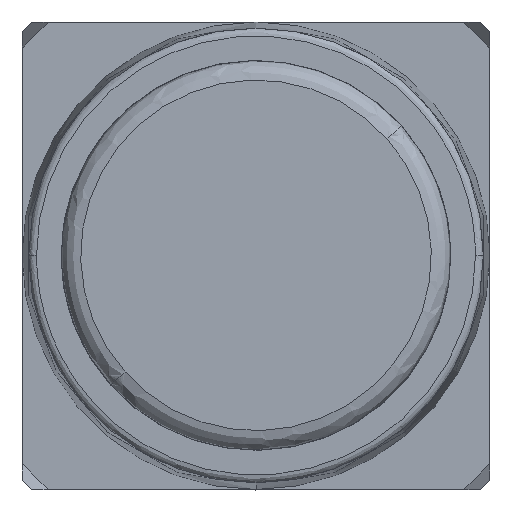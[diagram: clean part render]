
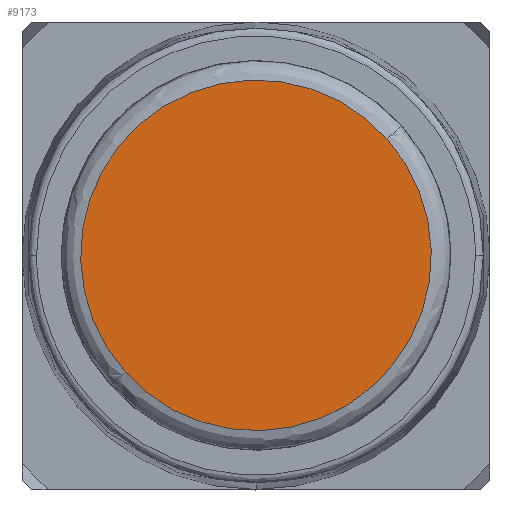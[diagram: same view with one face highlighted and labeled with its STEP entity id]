
A CAD part, top view. The second image highlights one B-rep face of the part: STEP entity #9173.
In plain terms, the highlighted planar face has unit normal (0, 0, 1).
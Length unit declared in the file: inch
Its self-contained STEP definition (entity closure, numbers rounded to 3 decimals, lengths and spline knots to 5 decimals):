
#480 = DIRECTION ( 'NONE',  ( 0., 0., -1. ) ) ;
#1599 = DIRECTION ( 'NONE',  ( -1., 0., 0. ) ) ;
#1989 = AXIS2_PLACEMENT_3D ( 'NONE', #14842, #9054, #3013 ) ;
#2104 = AXIS2_PLACEMENT_3D ( 'NONE', #8821, #480, #1599 ) ;
#2320 = DIRECTION ( 'NONE',  ( -1., 0., 0. ) ) ;
#3013 = DIRECTION ( 'NONE',  ( -1., 0., 0. ) ) ;
#4654 = CARTESIAN_POINT ( 'NONE',  ( 0.19837, 0.17683, 0.37402 ) ) ;
#4768 = CIRCLE ( 'NONE', #1989, 0.26575 ) ;
#4858 = DIRECTION ( 'NONE',  ( 0., 0., -1. ) ) ;
#5751 = AXIS2_PLACEMENT_3D ( 'NONE', #14777, #4858, #2320 ) ;
#8233 = EDGE_CURVE ( 'NONE', #13537, #15241, #4768, .T. ) ;
#8821 = CARTESIAN_POINT ( 'NONE',  ( 0., 0., 0.37402 ) ) ;
#9054 = DIRECTION ( 'NONE',  ( 0., 0., -1. ) ) ;
#9173 = ADVANCED_FACE ( 'NONE', ( #13350 ), #11049, .F. ) ;
#9688 = ORIENTED_EDGE ( 'NONE', *, *, #8233, .F. ) ;
#11049 = PLANE ( 'NONE',  #5751 ) ;
#12664 = ORIENTED_EDGE ( 'NONE', *, *, #14564, .F. ) ;
#12752 = CIRCLE ( 'NONE', #2104, 0.26575 ) ;
#13350 = FACE_OUTER_BOUND ( 'NONE', #14069, .T. ) ;
#13537 = VERTEX_POINT ( 'NONE', #4654 ) ;
#14069 = EDGE_LOOP ( 'NONE', ( #12664, #9688 ) ) ;
#14564 = EDGE_CURVE ( 'NONE', #15241, #13537, #12752, .T. ) ;
#14777 = CARTESIAN_POINT ( 'NONE',  ( 0., 0., 0.37402 ) ) ;
#14842 = CARTESIAN_POINT ( 'NONE',  ( 0., 0., 0.37402 ) ) ;
#15241 = VERTEX_POINT ( 'NONE', #15592 ) ;
#15592 = CARTESIAN_POINT ( 'NONE',  ( -0.19837, -0.17683, 0.37402 ) ) ;
